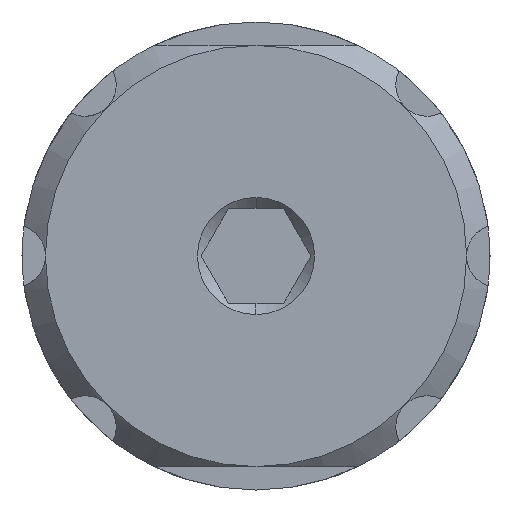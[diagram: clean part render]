
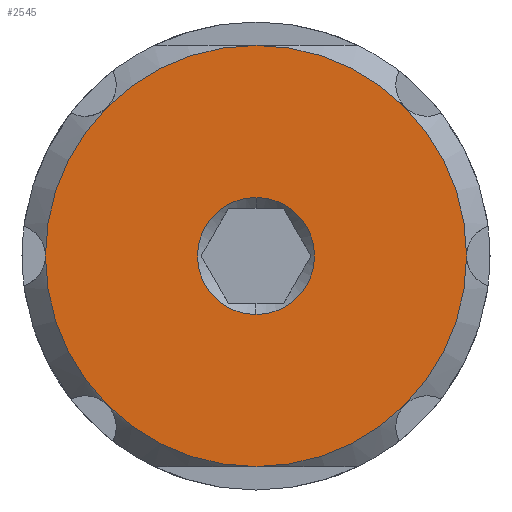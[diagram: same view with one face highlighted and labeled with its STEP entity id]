
A CAD part, front view. The second image highlights one B-rep face of the part: STEP entity #2545.
In plain terms, the highlighted planar face has unit normal (0, -1, 0).
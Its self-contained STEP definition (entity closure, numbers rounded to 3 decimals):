
#19 = ORIENTED_EDGE ( 'NONE', *, *, #4169, .T. ) ;
#108 = CARTESIAN_POINT ( 'NONE',  ( 0., 9., 0. ) ) ;
#140 = CIRCLE ( 'NONE', #2057, 13.5 ) ;
#215 = AXIS2_PLACEMENT_3D ( 'NONE', #1352, #629, #3295 ) ;
#261 = AXIS2_PLACEMENT_3D ( 'NONE', #4746, #2394, #3918 ) ;
#284 = ORIENTED_EDGE ( 'NONE', *, *, #4625, .F. ) ;
#320 = CARTESIAN_POINT ( 'NONE',  ( -9.546, 9., -9.546 ) ) ;
#326 = PLANE ( 'NONE',  #373 ) ;
#367 = CIRCLE ( 'NONE', #4923, 13.5 ) ;
#373 = AXIS2_PLACEMENT_3D ( 'NONE', #2186, #4881, #2257 ) ;
#472 = EDGE_CURVE ( 'NONE', #1701, #3634, #2687, .T. ) ;
#629 = DIRECTION ( 'NONE',  ( 0., -1., 0. ) ) ;
#701 = CARTESIAN_POINT ( 'NONE',  ( -9.546, 9., 9.546 ) ) ;
#775 = ORIENTED_EDGE ( 'NONE', *, *, #472, .T. ) ;
#785 = ORIENTED_EDGE ( 'NONE', *, *, #1666, .T. ) ;
#910 = EDGE_LOOP ( 'NONE', ( #19, #3418, #1116, #785, #775, #3164, #978, #2581 ) ) ;
#978 = ORIENTED_EDGE ( 'NONE', *, *, #3500, .T. ) ;
#1049 = VERTEX_POINT ( 'NONE', #1568 ) ;
#1054 = CIRCLE ( 'NONE', #261, 13.5 ) ;
#1116 = ORIENTED_EDGE ( 'NONE', *, *, #2685, .T. ) ;
#1127 = VERTEX_POINT ( 'NONE', #3058 ) ;
#1138 = DIRECTION ( 'NONE',  ( 0., -1., 0. ) ) ;
#1190 = CARTESIAN_POINT ( 'NONE',  ( 0., 9., 0. ) ) ;
#1225 = VERTEX_POINT ( 'NONE', #2502 ) ;
#1352 = CARTESIAN_POINT ( 'NONE',  ( 0., 9., 0. ) ) ;
#1362 = EDGE_CURVE ( 'NONE', #2810, #1787, #3154, .T. ) ;
#1437 = DIRECTION ( 'NONE',  ( 0., 0., -1. ) ) ;
#1438 = FACE_OUTER_BOUND ( 'NONE', #910, .T. ) ;
#1568 = CARTESIAN_POINT ( 'NONE',  ( -13.5, 9., 0. ) ) ;
#1571 = DIRECTION ( 'NONE',  ( 0., 0., -1. ) ) ;
#1666 = EDGE_CURVE ( 'NONE', #1049, #1701, #140, .T. ) ;
#1701 = VERTEX_POINT ( 'NONE', #320 ) ;
#1704 = EDGE_CURVE ( 'NONE', #1127, #4663, #2524, .T. ) ;
#1728 = CARTESIAN_POINT ( 'NONE',  ( 13.5, 9., 0. ) ) ;
#1787 = VERTEX_POINT ( 'NONE', #701 ) ;
#1789 = FACE_BOUND ( 'NONE', #2443, .T. ) ;
#1867 = CARTESIAN_POINT ( 'NONE',  ( 9.546, 9., 9.546 ) ) ;
#1881 = CIRCLE ( 'NONE', #3950, 3.75 ) ;
#1936 = DIRECTION ( 'NONE',  ( 0., 0., -1. ) ) ;
#1995 = DIRECTION ( 'NONE',  ( 0., -1., 0. ) ) ;
#2057 = AXIS2_PLACEMENT_3D ( 'NONE', #108, #2104, #3626 ) ;
#2101 = CARTESIAN_POINT ( 'NONE',  ( 0., 9., 0. ) ) ;
#2104 = DIRECTION ( 'NONE',  ( 0., -1., 0. ) ) ;
#2186 = CARTESIAN_POINT ( 'NONE',  ( 0., 9., 0. ) ) ;
#2195 = CIRCLE ( 'NONE', #3706, 13.5 ) ;
#2215 = EDGE_CURVE ( 'NONE', #3634, #1225, #367, .T. ) ;
#2253 = AXIS2_PLACEMENT_3D ( 'NONE', #3465, #1138, #2661 ) ;
#2257 = DIRECTION ( 'NONE',  ( 0., 0., 1. ) ) ;
#2313 = CARTESIAN_POINT ( 'NONE',  ( 0., 9., 0. ) ) ;
#2394 = DIRECTION ( 'NONE',  ( 0., -1., 0. ) ) ;
#2443 = EDGE_LOOP ( 'NONE', ( #4091, #284 ) ) ;
#2502 = CARTESIAN_POINT ( 'NONE',  ( 9.546, 9., -9.546 ) ) ;
#2524 = CIRCLE ( 'NONE', #215, 3.75 ) ;
#2545 = ADVANCED_FACE ( 'NONE', ( #1789, #1438 ), #326, .F. ) ;
#2581 = ORIENTED_EDGE ( 'NONE', *, *, #3545, .T. ) ;
#2648 = DIRECTION ( 'NONE',  ( 0., 0., -1. ) ) ;
#2661 = DIRECTION ( 'NONE',  ( 0., 0., -1. ) ) ;
#2685 = EDGE_CURVE ( 'NONE', #1787, #1049, #2775, .T. ) ;
#2687 = CIRCLE ( 'NONE', #4134, 13.5 ) ;
#2759 = AXIS2_PLACEMENT_3D ( 'NONE', #4907, #3355, #1437 ) ;
#2775 = CIRCLE ( 'NONE', #3893, 13.5 ) ;
#2810 = VERTEX_POINT ( 'NONE', #3201 ) ;
#2892 = CARTESIAN_POINT ( 'NONE',  ( 0., 9., -13.5 ) ) ;
#3058 = CARTESIAN_POINT ( 'NONE',  ( 0., 9., -3.75 ) ) ;
#3106 = DIRECTION ( 'NONE',  ( 0., -1., 0. ) ) ;
#3134 = DIRECTION ( 'NONE',  ( 0., -1., 0. ) ) ;
#3154 = CIRCLE ( 'NONE', #2759, 13.5 ) ;
#3164 = ORIENTED_EDGE ( 'NONE', *, *, #2215, .T. ) ;
#3167 = VERTEX_POINT ( 'NONE', #1728 ) ;
#3201 = CARTESIAN_POINT ( 'NONE',  ( 0., 9., 13.5 ) ) ;
#3295 = DIRECTION ( 'NONE',  ( 0., 0., -1. ) ) ;
#3355 = DIRECTION ( 'NONE',  ( 0., -1., 0. ) ) ;
#3418 = ORIENTED_EDGE ( 'NONE', *, *, #1362, .T. ) ;
#3465 = CARTESIAN_POINT ( 'NONE',  ( 0., 9., 0. ) ) ;
#3500 = EDGE_CURVE ( 'NONE', #1225, #3167, #3615, .T. ) ;
#3545 = EDGE_CURVE ( 'NONE', #3167, #4063, #1054, .T. ) ;
#3615 = CIRCLE ( 'NONE', #2253, 13.5 ) ;
#3626 = DIRECTION ( 'NONE',  ( 0., 0., -1. ) ) ;
#3634 = VERTEX_POINT ( 'NONE', #2892 ) ;
#3671 = DIRECTION ( 'NONE',  ( 0., 0., -1. ) ) ;
#3706 = AXIS2_PLACEMENT_3D ( 'NONE', #1190, #1995, #4240 ) ;
#3893 = AXIS2_PLACEMENT_3D ( 'NONE', #3907, #4580, #2648 ) ;
#3907 = CARTESIAN_POINT ( 'NONE',  ( 0., 9., 0. ) ) ;
#3918 = DIRECTION ( 'NONE',  ( 0., 0., -1. ) ) ;
#3950 = AXIS2_PLACEMENT_3D ( 'NONE', #2313, #3106, #1936 ) ;
#4021 = DIRECTION ( 'NONE',  ( 0., -1., 0. ) ) ;
#4063 = VERTEX_POINT ( 'NONE', #1867 ) ;
#4091 = ORIENTED_EDGE ( 'NONE', *, *, #1704, .F. ) ;
#4134 = AXIS2_PLACEMENT_3D ( 'NONE', #2101, #4021, #3671 ) ;
#4169 = EDGE_CURVE ( 'NONE', #4063, #2810, #2195, .T. ) ;
#4240 = DIRECTION ( 'NONE',  ( 0., 0., -1. ) ) ;
#4282 = CARTESIAN_POINT ( 'NONE',  ( 0., 9., 3.75 ) ) ;
#4580 = DIRECTION ( 'NONE',  ( 0., -1., 0. ) ) ;
#4625 = EDGE_CURVE ( 'NONE', #4663, #1127, #1881, .T. ) ;
#4663 = VERTEX_POINT ( 'NONE', #4282 ) ;
#4665 = CARTESIAN_POINT ( 'NONE',  ( 0., 9., 0. ) ) ;
#4746 = CARTESIAN_POINT ( 'NONE',  ( 0., 9., 0. ) ) ;
#4881 = DIRECTION ( 'NONE',  ( 0., 1., 0. ) ) ;
#4907 = CARTESIAN_POINT ( 'NONE',  ( 0., 9., 0. ) ) ;
#4923 = AXIS2_PLACEMENT_3D ( 'NONE', #4665, #3134, #1571 ) ;
